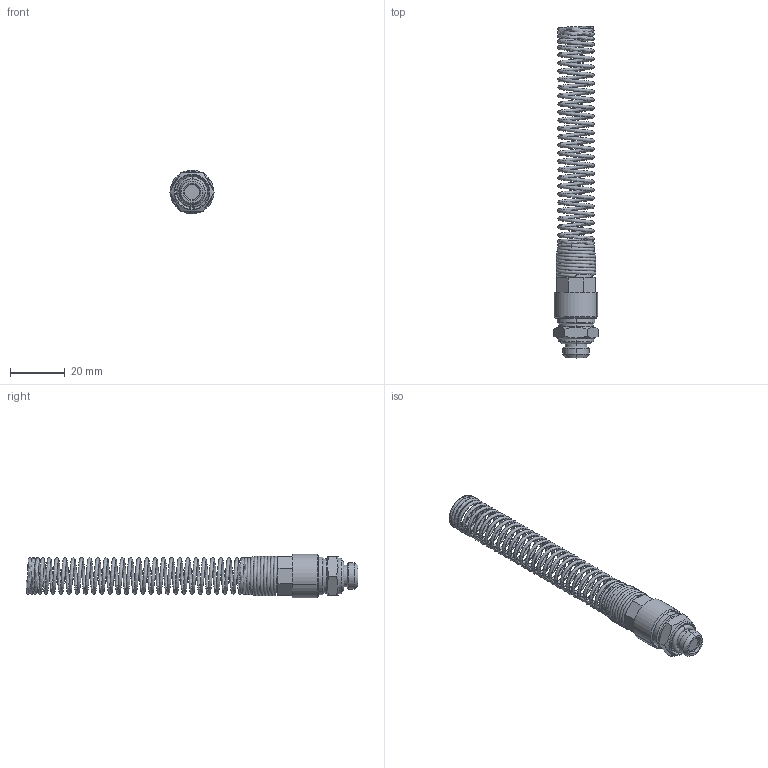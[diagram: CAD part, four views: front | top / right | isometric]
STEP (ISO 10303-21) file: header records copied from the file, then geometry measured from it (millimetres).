
FILE_DESCRIPTION (( 'STEP AP214' ), '1' );
FILE_NAME ('0102800009.step', '2012-09-28T13:20:38', ( '' ), ( '' ), 'SwSTEP 2.0', 'SolidWorks 2012', '' );
FILE_SCHEMA (( 'AUTOMOTIVE_DESIGN' ));
Length unit declared in the file: millimetre
Products named in the file (1): 0102800009
Bounding box: 16.17 x 121.5 x 15.98 mm (x, y, z)
Volume: 7559.5 mm3; surface area: 9849.7 mm2
Topology: 3 solids, 3 shells, 110 faces, 242 edges, 147 vertices
Faces by surface type: cone 36, cylinder 31, plane 29, torus 8, bspline 6
Entity records: 23824 total; most frequent: CARTESIAN_POINT 20236, ORIENTED_EDGE 484, DIRECTION 478, EDGE_CURVE 242, AXIS2_PLACEMENT_3D 199, VERTEX_POINT 147, EDGE_LOOP 121, UNCERTAINTY_MEASURE_WITH_UNIT 115
